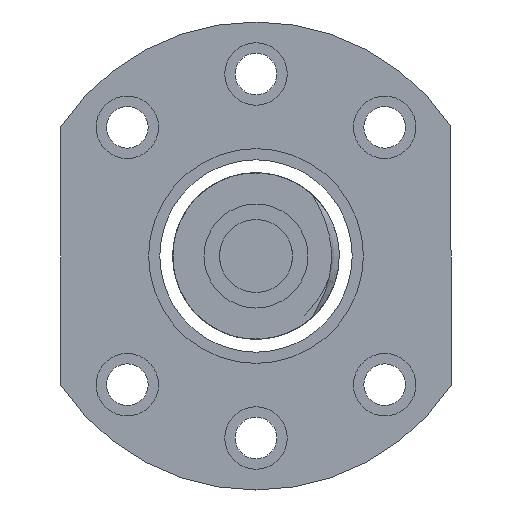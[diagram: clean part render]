
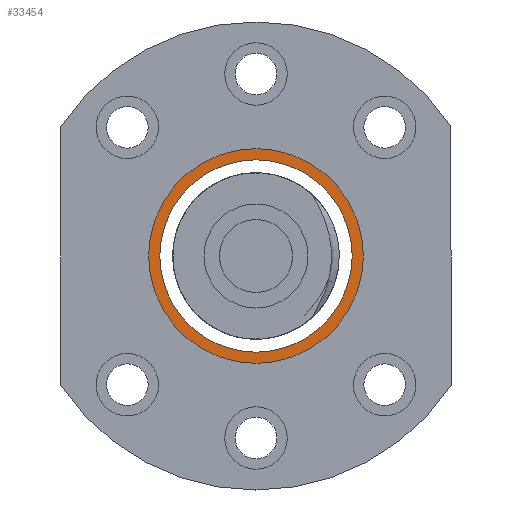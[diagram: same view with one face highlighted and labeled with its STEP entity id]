
A CAD part, front view. The second image highlights one B-rep face of the part: STEP entity #33454.
In plain terms, the highlighted planar face has unit normal (0, -1, 0).
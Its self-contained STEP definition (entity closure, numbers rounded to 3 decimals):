
#32343 = CYLINDRICAL_SURFACE('',#32344,20.65);
#32344 = AXIS2_PLACEMENT_3D('',#32345,#32346,#32347);
#32345 = CARTESIAN_POINT('',(0.,-37.5,0.
    ));
#32346 = DIRECTION('',(0.,1.,0.));
#32347 = DIRECTION('',(0.,0.,1.));
#32827 = VERTEX_POINT('',#32828);
#32828 = CARTESIAN_POINT('',(0.,-31.5,20.65));
#32849 = EDGE_CURVE('',#32827,#32827,#32850,.T.);
#32850 = SURFACE_CURVE('',#32851,(#32856,#32863),.PCURVE_S1.);
#32851 = CIRCLE('',#32852,20.65);
#32852 = AXIS2_PLACEMENT_3D('',#32853,#32854,#32855);
#32853 = CARTESIAN_POINT('',(0.,-31.5,0.
    ));
#32854 = DIRECTION('',(0.,1.,0.));
#32855 = DIRECTION('',(0.,0.,1.));
#32856 = PCURVE('',#32343,#32857);
#32857 = DEFINITIONAL_REPRESENTATION('',(#32858),#32862);
#32858 = LINE('',#32859,#32860);
#32859 = CARTESIAN_POINT('',(0.,6.));
#32860 = VECTOR('',#32861,1.);
#32861 = DIRECTION('',(1.,0.));
#32862 = ( GEOMETRIC_REPRESENTATION_CONTEXT(2) 
PARAMETRIC_REPRESENTATION_CONTEXT() REPRESENTATION_CONTEXT('2D SPACE',''
  ) );
#32863 = PCURVE('',#32864,#32869);
#32864 = PLANE('',#32865);
#32865 = AXIS2_PLACEMENT_3D('',#32866,#32867,#32868);
#32866 = CARTESIAN_POINT('',(0.,-31.5,0.
    ));
#32867 = DIRECTION('',(0.,1.,0.));
#32868 = DIRECTION('',(0.,0.,1.));
#32869 = DEFINITIONAL_REPRESENTATION('',(#32870),#32874);
#32870 = CIRCLE('',#32871,20.65);
#32871 = AXIS2_PLACEMENT_2D('',#32872,#32873);
#32872 = CARTESIAN_POINT('',(0.,0.));
#32873 = DIRECTION('',(1.,0.));
#32874 = ( GEOMETRIC_REPRESENTATION_CONTEXT(2) 
PARAMETRIC_REPRESENTATION_CONTEXT() REPRESENTATION_CONTEXT('2D SPACE',''
  ) );
#33454 = ADVANCED_FACE('',(#33455,#33458),#32864,.F.);
#33455 = FACE_BOUND('',#33456,.F.);
#33456 = EDGE_LOOP('',(#33457));
#33457 = ORIENTED_EDGE('',*,*,#32849,.T.);
#33458 = FACE_BOUND('',#33459,.F.);
#33459 = EDGE_LOOP('',(#33460));
#33460 = ORIENTED_EDGE('',*,*,#33461,.F.);
#33461 = EDGE_CURVE('',#33462,#33462,#33464,.T.);
#33462 = VERTEX_POINT('',#33463);
#33463 = CARTESIAN_POINT('',(0.,-31.5,18.5));
#33464 = SURFACE_CURVE('',#33465,(#33470,#33477),.PCURVE_S1.);
#33465 = CIRCLE('',#33466,18.5);
#33466 = AXIS2_PLACEMENT_3D('',#33467,#33468,#33469);
#33467 = CARTESIAN_POINT('',(0.,-31.5,0.
    ));
#33468 = DIRECTION('',(0.,1.,0.));
#33469 = DIRECTION('',(0.,0.,1.));
#33470 = PCURVE('',#32864,#33471);
#33471 = DEFINITIONAL_REPRESENTATION('',(#33472),#33476);
#33472 = CIRCLE('',#33473,18.5);
#33473 = AXIS2_PLACEMENT_2D('',#33474,#33475);
#33474 = CARTESIAN_POINT('',(0.,0.));
#33475 = DIRECTION('',(1.,0.));
#33476 = ( GEOMETRIC_REPRESENTATION_CONTEXT(2) 
PARAMETRIC_REPRESENTATION_CONTEXT() REPRESENTATION_CONTEXT('2D SPACE',''
  ) );
#33477 = PCURVE('',#33478,#33483);
#33478 = CYLINDRICAL_SURFACE('',#33479,18.5);
#33479 = AXIS2_PLACEMENT_3D('',#33480,#33481,#33482);
#33480 = CARTESIAN_POINT('',(0.,-31.5,0.
    ));
#33481 = DIRECTION('',(0.,1.,0.));
#33482 = DIRECTION('',(0.,0.,1.));
#33483 = DEFINITIONAL_REPRESENTATION('',(#33484),#33488);
#33484 = LINE('',#33485,#33486);
#33485 = CARTESIAN_POINT('',(0.,0.));
#33486 = VECTOR('',#33487,1.);
#33487 = DIRECTION('',(1.,0.));
#33488 = ( GEOMETRIC_REPRESENTATION_CONTEXT(2) 
PARAMETRIC_REPRESENTATION_CONTEXT() REPRESENTATION_CONTEXT('2D SPACE',''
  ) );
